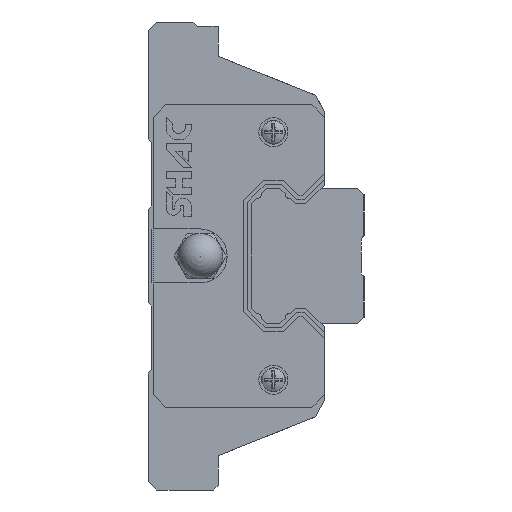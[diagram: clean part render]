
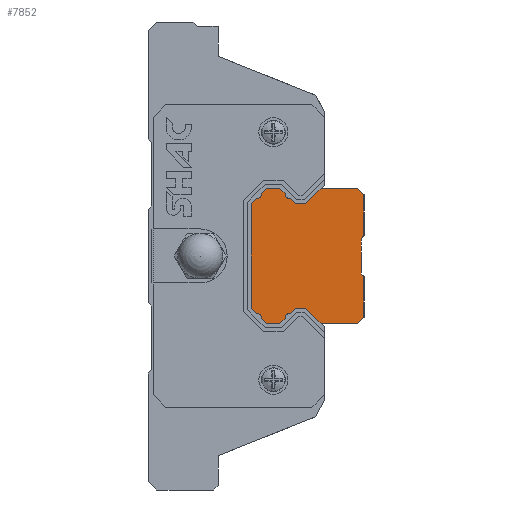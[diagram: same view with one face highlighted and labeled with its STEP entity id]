
A CAD part, left-side view. The second image highlights one B-rep face of the part: STEP entity #7852.
In plain terms, the highlighted planar face has unit normal (-1, 0, 0).
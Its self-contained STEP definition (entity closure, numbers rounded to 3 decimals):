
#181=LINE('',#11132,#1154);
#183=LINE('',#11136,#1156);
#187=LINE('',#11145,#1160);
#190=LINE('',#11151,#1163);
#194=LINE('',#11163,#1167);
#197=LINE('',#11169,#1170);
#200=LINE('',#11175,#1173);
#203=LINE('',#11181,#1176);
#206=LINE('',#11187,#1179);
#209=LINE('',#11193,#1182);
#214=LINE('',#11204,#1187);
#217=LINE('',#11215,#1190);
#220=LINE('',#11221,#1193);
#223=LINE('',#11227,#1196);
#226=LINE('',#11233,#1199);
#229=LINE('',#11239,#1202);
#232=LINE('',#11245,#1205);
#235=LINE('',#11251,#1208);
#239=LINE('',#11263,#1212);
#242=LINE('',#11269,#1215);
#245=LINE('',#11275,#1218);
#249=LINE('',#11287,#1222);
#252=LINE('',#11297,#1225);
#292=LINE('',#11389,#1265);
#1154=VECTOR('',#8952,1000.);
#1156=VECTOR('',#8956,1000.);
#1160=VECTOR('',#8962,1000.);
#1163=VECTOR('',#8967,1000.);
#1167=VECTOR('',#8979,1000.);
#1170=VECTOR('',#8984,1000.);
#1173=VECTOR('',#8989,1000.);
#1176=VECTOR('',#8994,1000.);
#1179=VECTOR('',#8999,1000.);
#1182=VECTOR('',#9004,1000.);
#1187=VECTOR('',#9013,1000.);
#1190=VECTOR('',#9028,1000.);
#1193=VECTOR('',#9033,1000.);
#1196=VECTOR('',#9038,1000.);
#1199=VECTOR('',#9043,1000.);
#1202=VECTOR('',#9048,1000.);
#1205=VECTOR('',#9053,1000.);
#1208=VECTOR('',#9058,1000.);
#1212=VECTOR('',#9070,1000.);
#1215=VECTOR('',#9075,1000.);
#1218=VECTOR('',#9080,1000.);
#1222=VECTOR('',#9092,1000.);
#1225=VECTOR('',#9101,1000.);
#1265=VECTOR('',#9155,1000.);
#2325=ORIENTED_EDGE('',*,*,#4416,.F.);
#2326=ORIENTED_EDGE('',*,*,#4547,.T.);
#2327=ORIENTED_EDGE('',*,*,#4544,.F.);
#2328=ORIENTED_EDGE('',*,*,#4498,.F.);
#2329=ORIENTED_EDGE('',*,*,#4493,.F.);
#2330=ORIENTED_EDGE('',*,*,#4490,.T.);
#2331=ORIENTED_EDGE('',*,*,#4487,.F.);
#2332=ORIENTED_EDGE('',*,*,#4484,.F.);
#2333=ORIENTED_EDGE('',*,*,#4481,.F.);
#2334=ORIENTED_EDGE('',*,*,#4478,.T.);
#2335=ORIENTED_EDGE('',*,*,#4475,.F.);
#2336=ORIENTED_EDGE('',*,*,#4472,.F.);
#2337=ORIENTED_EDGE('',*,*,#4469,.F.);
#2338=ORIENTED_EDGE('',*,*,#4466,.F.);
#2339=ORIENTED_EDGE('',*,*,#4463,.F.);
#2340=ORIENTED_EDGE('',*,*,#4460,.F.);
#2341=ORIENTED_EDGE('',*,*,#4457,.F.);
#2342=ORIENTED_EDGE('',*,*,#4414,.F.);
#2343=ORIENTED_EDGE('',*,*,#4450,.F.);
#2344=ORIENTED_EDGE('',*,*,#4444,.F.);
#2345=ORIENTED_EDGE('',*,*,#4441,.F.);
#2346=ORIENTED_EDGE('',*,*,#4438,.F.);
#2347=ORIENTED_EDGE('',*,*,#4435,.F.);
#2348=ORIENTED_EDGE('',*,*,#4432,.F.);
#2349=ORIENTED_EDGE('',*,*,#4429,.F.);
#2350=ORIENTED_EDGE('',*,*,#4426,.T.);
#2351=ORIENTED_EDGE('',*,*,#4423,.F.);
#2352=ORIENTED_EDGE('',*,*,#4420,.F.);
#4414=EDGE_CURVE('',#5556,#5557,#181,.T.);
#4416=EDGE_CURVE('',#5558,#5559,#183,.T.);
#4420=EDGE_CURVE('',#5559,#5562,#187,.T.);
#4423=EDGE_CURVE('',#5562,#5564,#190,.T.);
#4426=EDGE_CURVE('',#5566,#5564,#6326,.T.);
#4429=EDGE_CURVE('',#5566,#5568,#194,.T.);
#4432=EDGE_CURVE('',#5568,#5570,#197,.T.);
#4435=EDGE_CURVE('',#5570,#5572,#200,.T.);
#4438=EDGE_CURVE('',#5572,#5574,#203,.T.);
#4441=EDGE_CURVE('',#5574,#5576,#206,.T.);
#4444=EDGE_CURVE('',#5576,#5578,#209,.T.);
#4450=EDGE_CURVE('',#5578,#5556,#214,.T.);
#4457=EDGE_CURVE('',#5557,#5584,#217,.T.);
#4460=EDGE_CURVE('',#5584,#5586,#220,.T.);
#4463=EDGE_CURVE('',#5586,#5588,#223,.T.);
#4466=EDGE_CURVE('',#5588,#5590,#226,.T.);
#4469=EDGE_CURVE('',#5590,#5592,#229,.T.);
#4472=EDGE_CURVE('',#5592,#5594,#232,.T.);
#4475=EDGE_CURVE('',#5594,#5596,#235,.T.);
#4478=EDGE_CURVE('',#5598,#5596,#6329,.T.);
#4481=EDGE_CURVE('',#5598,#5600,#239,.T.);
#4484=EDGE_CURVE('',#5600,#5602,#242,.T.);
#4487=EDGE_CURVE('',#5602,#5604,#245,.T.);
#4490=EDGE_CURVE('',#5606,#5604,#6331,.T.);
#4493=EDGE_CURVE('',#5606,#5608,#249,.T.);
#4498=EDGE_CURVE('',#5608,#5612,#252,.T.);
#4544=EDGE_CURVE('',#5612,#5657,#292,.T.);
#4547=EDGE_CURVE('',#5558,#5657,#6341,.T.);
#5556=VERTEX_POINT('',#11131);
#5557=VERTEX_POINT('',#11133);
#5558=VERTEX_POINT('',#11137);
#5559=VERTEX_POINT('',#11138);
#5562=VERTEX_POINT('',#11146);
#5564=VERTEX_POINT('',#11152);
#5566=VERTEX_POINT('',#11158);
#5568=VERTEX_POINT('',#11164);
#5570=VERTEX_POINT('',#11170);
#5572=VERTEX_POINT('',#11176);
#5574=VERTEX_POINT('',#11182);
#5576=VERTEX_POINT('',#11188);
#5578=VERTEX_POINT('',#11194);
#5584=VERTEX_POINT('',#11216);
#5586=VERTEX_POINT('',#11222);
#5588=VERTEX_POINT('',#11228);
#5590=VERTEX_POINT('',#11234);
#5592=VERTEX_POINT('',#11240);
#5594=VERTEX_POINT('',#11246);
#5596=VERTEX_POINT('',#11252);
#5598=VERTEX_POINT('',#11258);
#5600=VERTEX_POINT('',#11264);
#5602=VERTEX_POINT('',#11270);
#5604=VERTEX_POINT('',#11276);
#5606=VERTEX_POINT('',#11282);
#5608=VERTEX_POINT('',#11288);
#5612=VERTEX_POINT('',#11298);
#5657=VERTEX_POINT('',#11390);
#6326=CIRCLE('',#8344,0.558);
#6329=CIRCLE('',#8367,0.558);
#6331=CIRCLE('',#8373,0.558);
#6341=CIRCLE('',#8387,0.558);
#6507=EDGE_LOOP('',(#2325,#2326,#2327,#2328,#2329,#2330,#2331,#2332,#2333,
#2334,#2335,#2336,#2337,#2338,#2339,#2340,#2341,#2342,#2343,#2344,#2345,
#2346,#2347,#2348,#2349,#2350,#2351,#2352));
#7004=FACE_BOUND('',#6507,.T.);
#7491=PLANE('',#8390);
#7852=ADVANCED_FACE('',(#7004),#7491,.F.);
#8344=AXIS2_PLACEMENT_3D('',#11157,#8972,#8973);
#8367=AXIS2_PLACEMENT_3D('',#11257,#9063,#9064);
#8373=AXIS2_PLACEMENT_3D('',#11281,#9085,#9086);
#8387=AXIS2_PLACEMENT_3D('',#11395,#9160,#9161);
#8390=AXIS2_PLACEMENT_3D('',#11398,#9166,#9167);
#8952=DIRECTION('',(0.,0.,-1.));
#8956=DIRECTION('',(0.,-0.707,0.707));
#8962=DIRECTION('',(0.,-1.,0.));
#8967=DIRECTION('',(0.,-0.707,-0.707));
#8972=DIRECTION('',(1.,0.,0.));
#8973=DIRECTION('',(0.,0.,-1.));
#8979=DIRECTION('',(0.,-0.707,-0.707));
#8984=DIRECTION('',(0.,-1.,0.));
#8989=DIRECTION('',(0.,-0.707,0.707));
#8994=DIRECTION('',(0.,-1.,0.));
#8999=DIRECTION('',(0.,-0.707,-0.707));
#9004=DIRECTION('',(0.,0.,-1.));
#9013=DIRECTION('',(0.,0.707,-0.707));
#9028=DIRECTION('',(0.,-0.707,-0.707));
#9033=DIRECTION('',(0.,0.,-1.));
#9038=DIRECTION('',(0.,0.707,-0.707));
#9043=DIRECTION('',(0.,1.,0.));
#9048=DIRECTION('',(0.,0.707,0.707));
#9053=DIRECTION('',(0.,1.,0.));
#9058=DIRECTION('',(0.,0.707,-0.707));
#9063=DIRECTION('',(1.,0.,0.));
#9064=DIRECTION('',(0.,0.,-1.));
#9070=DIRECTION('',(0.,0.707,-0.707));
#9075=DIRECTION('',(0.,1.,0.));
#9080=DIRECTION('',(0.,0.707,0.707));
#9085=DIRECTION('',(1.,0.,0.));
#9086=DIRECTION('',(0.,0.,-1.));
#9092=DIRECTION('',(0.,0.707,0.707));
#9101=DIRECTION('',(0.,0.,1.));
#9155=DIRECTION('',(0.,-0.707,0.707));
#9160=DIRECTION('',(1.,0.,0.));
#9161=DIRECTION('',(0.,0.,-1.));
#9166=DIRECTION('',(1.,0.,0.));
#9167=DIRECTION('',(0.,0.,-1.));
#11131=CARTESIAN_POINT('',(-50.,0.3,2.));
#11132=CARTESIAN_POINT('',(-50.,0.3,2.));
#11133=CARTESIAN_POINT('',(-50.,0.3,-2.));
#11136=CARTESIAN_POINT('',(-50.,11.366,6.933));
#11137=CARTESIAN_POINT('',(-50.,11.366,6.933));
#11138=CARTESIAN_POINT('',(-50.,10.799,7.5));
#11145=CARTESIAN_POINT('',(-50.,10.799,7.5));
#11146=CARTESIAN_POINT('',(-50.,9.341,7.5));
#11151=CARTESIAN_POINT('',(-50.,9.341,7.5));
#11152=CARTESIAN_POINT('',(-50.,8.774,6.933));
#11157=CARTESIAN_POINT('',(-50.,8.216,6.924));
#11158=CARTESIAN_POINT('',(-50.,8.207,6.366));
#11163=CARTESIAN_POINT('',(-50.,8.207,6.366));
#11164=CARTESIAN_POINT('',(-50.,7.64,5.799));
#11169=CARTESIAN_POINT('',(-50.,7.64,5.799));
#11170=CARTESIAN_POINT('',(-50.,6.476,5.799));
#11175=CARTESIAN_POINT('',(-50.,6.476,5.799));
#11176=CARTESIAN_POINT('',(-50.,4.775,7.5));
#11181=CARTESIAN_POINT('',(-50.,4.775,7.5));
#11182=CARTESIAN_POINT('',(-50.,0.7,7.5));
#11187=CARTESIAN_POINT('',(-50.,0.7,7.5));
#11188=CARTESIAN_POINT('',(-50.,0.,6.8));
#11193=CARTESIAN_POINT('',(-50.,0.,6.8));
#11194=CARTESIAN_POINT('',(-50.,0.,2.3));
#11204=CARTESIAN_POINT('',(-50.,0.,2.3));
#11215=CARTESIAN_POINT('',(-50.,0.3,-2.));
#11216=CARTESIAN_POINT('',(-50.,0.,-2.3));
#11221=CARTESIAN_POINT('',(-50.,0.,-2.3));
#11222=CARTESIAN_POINT('',(-50.,0.,-6.8));
#11227=CARTESIAN_POINT('',(-50.,0.,-6.8));
#11228=CARTESIAN_POINT('',(-50.,0.7,-7.5));
#11233=CARTESIAN_POINT('',(-50.,0.7,-7.5));
#11234=CARTESIAN_POINT('',(-50.,4.775,-7.5));
#11239=CARTESIAN_POINT('',(-50.,4.775,-7.5));
#11240=CARTESIAN_POINT('',(-50.,6.476,-5.799));
#11245=CARTESIAN_POINT('',(-50.,6.476,-5.799));
#11246=CARTESIAN_POINT('',(-50.,7.64,-5.799));
#11251=CARTESIAN_POINT('',(-50.,7.64,-5.799));
#11252=CARTESIAN_POINT('',(-50.,8.207,-6.366));
#11257=CARTESIAN_POINT('',(-50.,8.216,-6.924));
#11258=CARTESIAN_POINT('',(-50.,8.774,-6.933));
#11263=CARTESIAN_POINT('',(-50.,8.774,-6.933));
#11264=CARTESIAN_POINT('',(-50.,9.341,-7.5));
#11269=CARTESIAN_POINT('',(-50.,9.341,-7.5));
#11270=CARTESIAN_POINT('',(-50.,10.799,-7.5));
#11275=CARTESIAN_POINT('',(-50.,10.799,-7.5));
#11276=CARTESIAN_POINT('',(-50.,11.366,-6.933));
#11281=CARTESIAN_POINT('',(-50.,11.924,-6.924));
#11282=CARTESIAN_POINT('',(-50.,11.933,-6.366));
#11287=CARTESIAN_POINT('',(-50.,11.933,-6.366));
#11288=CARTESIAN_POINT('',(-50.,12.5,-5.799));
#11297=CARTESIAN_POINT('',(-50.,12.5,-5.799));
#11298=CARTESIAN_POINT('',(-50.,12.5,5.799));
#11389=CARTESIAN_POINT('',(-50.,12.5,5.799));
#11390=CARTESIAN_POINT('',(-50.,11.933,6.366));
#11395=CARTESIAN_POINT('',(-50.,11.924,6.924));
#11398=CARTESIAN_POINT('',(-50.,8.216,6.924));
